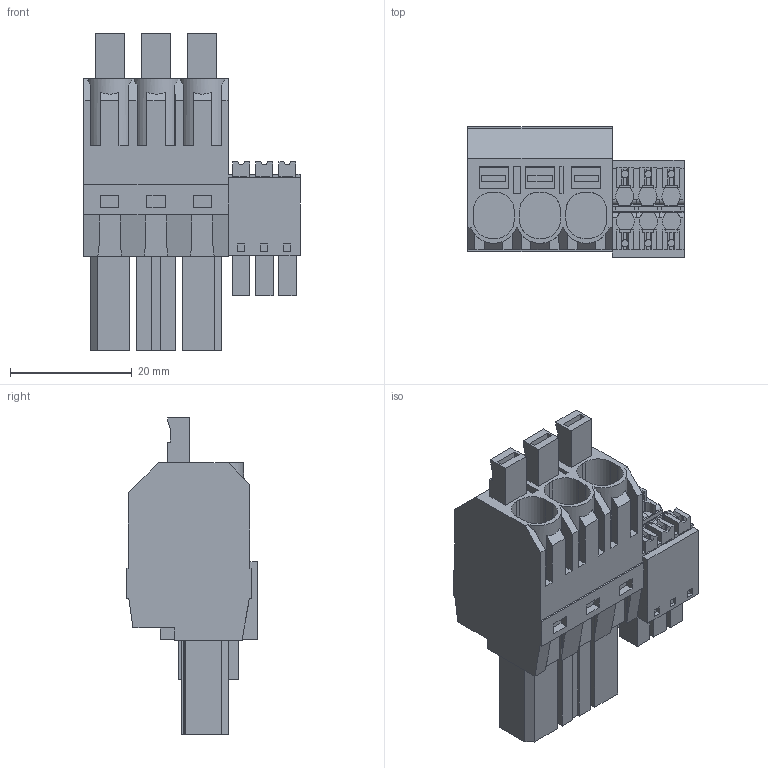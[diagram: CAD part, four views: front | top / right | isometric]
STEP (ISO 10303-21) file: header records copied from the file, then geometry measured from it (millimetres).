
FILE_DESCRIPTION(('CATIA V5 STEP Exchange','CAx-IF Rec.Pracs.--- Model Styling and Organization---1.4--- 2014-01-23'),'2;1');
FILE_NAME ('D1530515_2_2549410000_2549410000.stp','2023-09-07T12:38:38+00:00',('none'),('Weidmueller'),'CATIA Version 5-6 Release 2016 SP3 HF44','CATIA V5 STEP AP214','none');
FILE_SCHEMA(('AUTOMOTIVE_DESIGN { 1 0 10303 214 1 1 1 1 }'));
Length unit declared in the file: millimetre
Products named in the file (1): 2549410000
Bounding box: 35.6 x 21.53 x 52.11 mm (x, y, z)
Volume: 16571.6 mm3; surface area: 9242.7 mm2
Topology: 10 solids, 10 shells, 673 faces, 1839 edges, 1221 vertices
Faces by surface type: plane 604, cylinder 69
Entity records: 20174 total; most frequent: CARTESIAN_POINT 3990, ORIENTED_EDGE 3678, DIRECTION 2713, EDGE_CURVE 1839, VECTOR 1627, LINE 1627, VERTEX_POINT 1221, EDGE_LOOP 720
